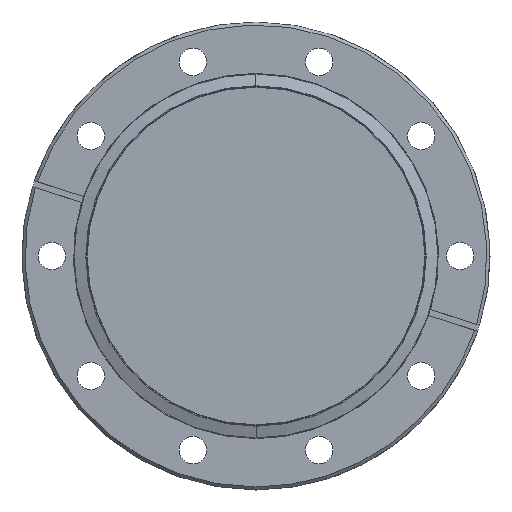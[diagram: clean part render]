
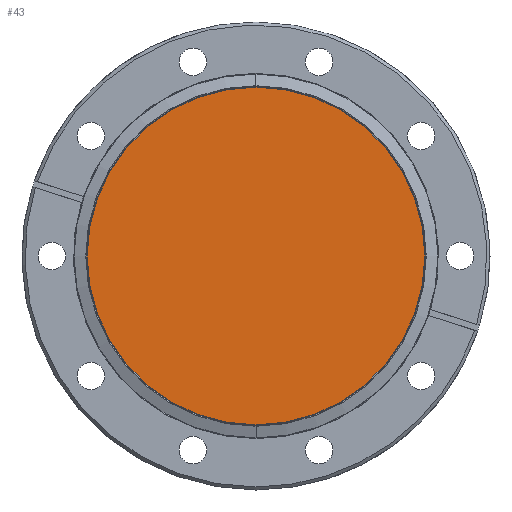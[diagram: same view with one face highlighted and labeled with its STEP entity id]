
A CAD part, left-side view. The second image highlights one B-rep face of the part: STEP entity #43.
In plain terms, the highlighted planar face has unit normal (-1, 0, 0).
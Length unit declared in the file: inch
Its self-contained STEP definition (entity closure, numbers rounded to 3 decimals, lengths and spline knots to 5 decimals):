
#29 = CARTESIAN_POINT ( 'NONE',  ( 0.051, 1.67059, 0. ) ) ;
#39 = EDGE_CURVE ( 'NONE', #1546, #440, #146, .T. ) ;
#43 = ADVANCED_FACE ( 'NONE', ( #550 ), #543, .F. ) ;
#45 = CARTESIAN_POINT ( 'NONE',  ( 0.051, 0., -1.6664 ) ) ;
#146 = CIRCLE ( 'NONE', #675, 1.6664 ) ;
#394 = CARTESIAN_POINT ( 'NONE',  ( 0.051, 0., 1.6664 ) ) ;
#413 = DIRECTION ( 'NONE',  ( 0., 0., -1. ) ) ;
#440 = VERTEX_POINT ( 'NONE', #45 ) ;
#543 = PLANE ( 'NONE',  #964 ) ;
#550 = FACE_OUTER_BOUND ( 'NONE', #1630, .T. ) ;
#675 = AXIS2_PLACEMENT_3D ( 'NONE', #796, #1182, #413 ) ;
#796 = CARTESIAN_POINT ( 'NONE',  ( 0.051, 0., 0. ) ) ;
#798 = DIRECTION ( 'NONE',  ( 0., 0., -1. ) ) ;
#824 = CARTESIAN_POINT ( 'NONE',  ( 0.051, 0., 0. ) ) ;
#956 = AXIS2_PLACEMENT_3D ( 'NONE', #824, #1198, #798 ) ;
#964 = AXIS2_PLACEMENT_3D ( 'NONE', #29, #1054, #1570 ) ;
#1044 = EDGE_CURVE ( 'NONE', #440, #1546, #1661, .T. ) ;
#1054 = DIRECTION ( 'NONE',  ( 1., 0., 0. ) ) ;
#1165 = ORIENTED_EDGE ( 'NONE', *, *, #39, .T. ) ;
#1178 = ORIENTED_EDGE ( 'NONE', *, *, #1044, .T. ) ;
#1182 = DIRECTION ( 'NONE',  ( -1., 0., 0. ) ) ;
#1198 = DIRECTION ( 'NONE',  ( -1., 0., 0. ) ) ;
#1546 = VERTEX_POINT ( 'NONE', #394 ) ;
#1570 = DIRECTION ( 'NONE',  ( 0., 0., -1. ) ) ;
#1630 = EDGE_LOOP ( 'NONE', ( #1178, #1165 ) ) ;
#1661 = CIRCLE ( 'NONE', #956, 1.6664 ) ;
